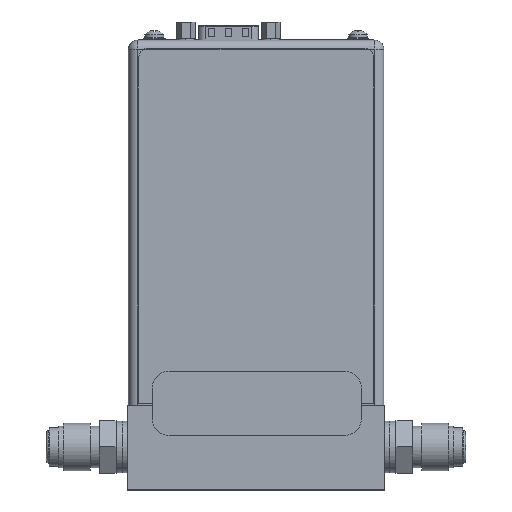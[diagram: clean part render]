
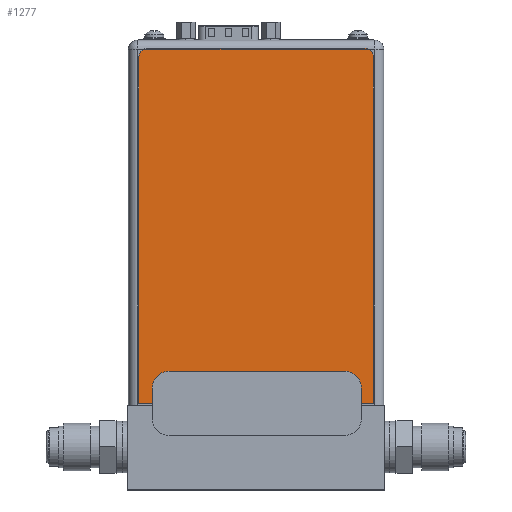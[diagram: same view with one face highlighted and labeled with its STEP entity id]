
A CAD part, top view. The second image highlights one B-rep face of the part: STEP entity #1277.
In plain terms, the highlighted planar face has unit normal (0, 0, 1).
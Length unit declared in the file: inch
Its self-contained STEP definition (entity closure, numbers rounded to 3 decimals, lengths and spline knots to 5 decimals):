
#1110=CARTESIAN_POINT('',(2.63,4.04,0.004));
#1111=DIRECTION('',(0.,0.,1.));
#1112=DIRECTION('',(1.,0.,0.));
#1113=AXIS2_PLACEMENT_3D('',#1110,#1111,#1112);
#1115=DIRECTION('',(0.,1.,0.));
#1116=VECTOR('',#1115,4.04);
#1117=CARTESIAN_POINT('',(2.73,0.,0.004));
#1118=LINE('',#1117,#1116);
#1119=DIRECTION('',(1.,0.,0.));
#1120=VECTOR('',#1119,2.73);
#1121=CARTESIAN_POINT('',(0.,0.,0.004));
#1122=LINE('',#1121,#1120);
#1123=DIRECTION('',(0.,-1.,0.));
#1124=VECTOR('',#1123,4.04);
#1125=CARTESIAN_POINT('',(0.,4.04,0.004));
#1126=LINE('',#1125,#1124);
#1127=CARTESIAN_POINT('',(0.1,4.04,0.004));
#1128=DIRECTION('',(0.,0.,1.));
#1129=DIRECTION('',(0.,1.,0.));
#1130=AXIS2_PLACEMENT_3D('',#1127,#1128,#1129);
#1132=DIRECTION('',(-1.,0.,0.));
#1133=VECTOR('',#1132,2.53);
#1134=CARTESIAN_POINT('',(2.63,4.14,0.004));
#1135=LINE('',#1134,#1133);
#1140=CARTESIAN_POINT('',(0.,0.,0.004));
#1141=CARTESIAN_POINT('',(2.73,0.,0.004));
#1142=VERTEX_POINT('',#1140);
#1143=VERTEX_POINT('',#1141);
#1148=CARTESIAN_POINT('',(2.73,4.04,0.004));
#1149=VERTEX_POINT('',#1148);
#1150=CARTESIAN_POINT('',(2.63,4.14,0.004));
#1151=VERTEX_POINT('',#1150);
#1156=CARTESIAN_POINT('',(0.1,4.14,0.004));
#1157=VERTEX_POINT('',#1156);
#1158=CARTESIAN_POINT('',(0.,4.04,0.004));
#1159=VERTEX_POINT('',#1158);
#1264=CARTESIAN_POINT('',(0.,0.,0.004));
#1265=DIRECTION('',(0.,0.,1.));
#1266=DIRECTION('',(1.,0.,0.));
#1267=AXIS2_PLACEMENT_3D('',#1264,#1265,#1266);
#1268=PLANE('',#1267);
#1269=ORIENTED_EDGE('',*,*,#1188,.F.);
#1270=ORIENTED_EDGE('',*,*,#1204,.F.);
#1271=ORIENTED_EDGE('',*,*,#1217,.F.);
#1272=ORIENTED_EDGE('',*,*,#1230,.F.);
#1273=ORIENTED_EDGE('',*,*,#1245,.F.);
#1274=ORIENTED_EDGE('',*,*,#1257,.F.);
#1275=EDGE_LOOP('',(#1269,#1270,#1271,#1272,#1273,#1274));
#1276=FACE_OUTER_BOUND('',#1275,.F.);
#1277=ADVANCED_FACE('',(#1276),#1268,.T.);
#1114=CIRCLE('',#1113,0.1);
#1131=CIRCLE('',#1130,0.1);
#1188=EDGE_CURVE('',#1149,#1151,#1114,.T.);
#1204=EDGE_CURVE('',#1143,#1149,#1118,.T.);
#1217=EDGE_CURVE('',#1142,#1143,#1122,.T.);
#1230=EDGE_CURVE('',#1159,#1142,#1126,.T.);
#1245=EDGE_CURVE('',#1157,#1159,#1131,.T.);
#1257=EDGE_CURVE('',#1151,#1157,#1135,.T.);
